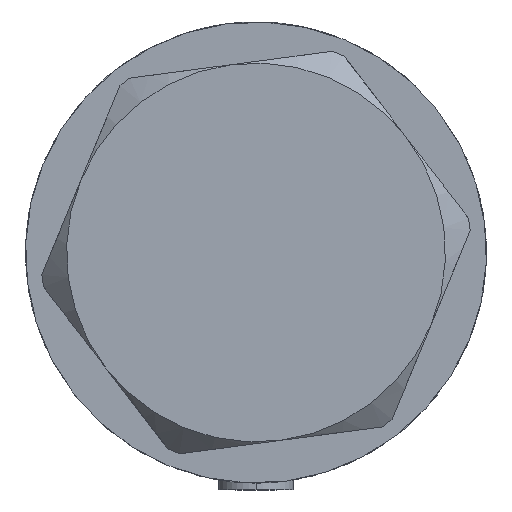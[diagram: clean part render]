
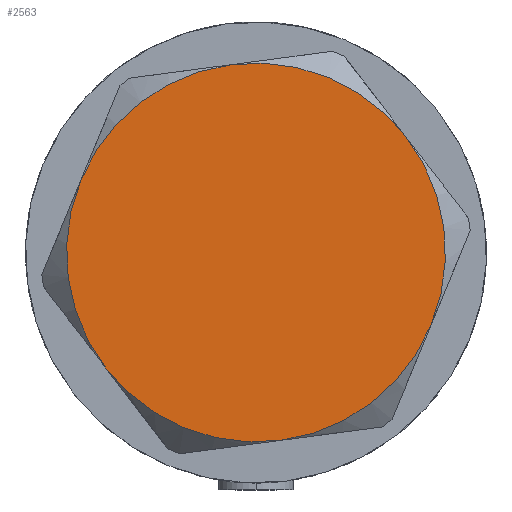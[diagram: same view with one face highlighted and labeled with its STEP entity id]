
A CAD part, left-side view. The second image highlights one B-rep face of the part: STEP entity #2563.
In plain terms, the highlighted face is planar.
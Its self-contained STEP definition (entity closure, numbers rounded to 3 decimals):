
#292 = CARTESIAN_POINT ( 'NONE',  ( 15., -25.981, 14.5 ) ) ;
#591 = CARTESIAN_POINT ( 'NONE',  ( 0., 0., 14.5 ) ) ;
#789 = CARTESIAN_POINT ( 'NONE',  ( 15., 25.981, 14.5 ) ) ;
#874 = EDGE_CURVE ( 'NONE', #1628, #4277, #3734, .T. ) ;
#912 = VERTEX_POINT ( 'NONE', #1908 ) ;
#914 = CARTESIAN_POINT ( 'NONE',  ( 0., 0., 14.5 ) ) ;
#1052 = ORIENTED_EDGE ( 'NONE', *, *, #874, .T. ) ;
#1070 = CIRCLE ( 'NONE', #4152, 30. ) ;
#1083 = CIRCLE ( 'NONE', #1619, 30. ) ;
#1177 = DIRECTION ( 'NONE',  ( 1., 0., 0. ) ) ;
#1233 = CIRCLE ( 'NONE', #2545, 30. ) ;
#1275 = DIRECTION ( 'NONE',  ( 0., 0., 1. ) ) ;
#1295 = FACE_OUTER_BOUND ( 'NONE', #1562, .T. ) ;
#1383 = AXIS2_PLACEMENT_3D ( 'NONE', #3895, #3123, #3196 ) ;
#1491 = DIRECTION ( 'NONE',  ( 0., 0., 1. ) ) ;
#1559 = DIRECTION ( 'NONE',  ( 1., 0., 0. ) ) ;
#1562 = EDGE_LOOP ( 'NONE', ( #4048, #3665, #2707, #1052, #2177, #3525 ) ) ;
#1619 = AXIS2_PLACEMENT_3D ( 'NONE', #591, #2023, #4620 ) ;
#1628 = VERTEX_POINT ( 'NONE', #3471 ) ;
#1763 = EDGE_CURVE ( 'NONE', #2896, #2340, #1070, .T. ) ;
#1799 = DIRECTION ( 'NONE',  ( 1., 0., 0. ) ) ;
#1846 = EDGE_CURVE ( 'NONE', #2340, #1628, #4707, .T. ) ;
#1908 = CARTESIAN_POINT ( 'NONE',  ( -15., -25.981, 14.5 ) ) ;
#1917 = VERTEX_POINT ( 'NONE', #292 ) ;
#1980 = DIRECTION ( 'NONE',  ( 0., 0., 1. ) ) ;
#2023 = DIRECTION ( 'NONE',  ( 0., 0., 1. ) ) ;
#2177 = ORIENTED_EDGE ( 'NONE', *, *, #3292, .T. ) ;
#2339 = PLANE ( 'NONE',  #3851 ) ;
#2340 = VERTEX_POINT ( 'NONE', #789 ) ;
#2545 = AXIS2_PLACEMENT_3D ( 'NONE', #4330, #3687, #1799 ) ;
#2563 = ADVANCED_FACE ( 'NONE', ( #1295 ), #2339, .T. ) ;
#2707 = ORIENTED_EDGE ( 'NONE', *, *, #1846, .T. ) ;
#2896 = VERTEX_POINT ( 'NONE', #4582 ) ;
#2924 = EDGE_CURVE ( 'NONE', #1917, #2896, #1233, .T. ) ;
#3001 = CARTESIAN_POINT ( 'NONE',  ( -30., 0., 14.5 ) ) ;
#3015 = DIRECTION ( 'NONE',  ( 0., 0., 1. ) ) ;
#3123 = DIRECTION ( 'NONE',  ( 0., 0., 1. ) ) ;
#3196 = DIRECTION ( 'NONE',  ( 1., 0., 0. ) ) ;
#3222 = AXIS2_PLACEMENT_3D ( 'NONE', #914, #1275, #4225 ) ;
#3292 = EDGE_CURVE ( 'NONE', #4277, #912, #3463, .T. ) ;
#3434 = DIRECTION ( 'NONE',  ( 1., 0., 0. ) ) ;
#3463 = CIRCLE ( 'NONE', #1383, 30. ) ;
#3471 = CARTESIAN_POINT ( 'NONE',  ( -15., 25.981, 14.5 ) ) ;
#3525 = ORIENTED_EDGE ( 'NONE', *, *, #4672, .T. ) ;
#3665 = ORIENTED_EDGE ( 'NONE', *, *, #1763, .T. ) ;
#3687 = DIRECTION ( 'NONE',  ( 0., 0., 1. ) ) ;
#3734 = CIRCLE ( 'NONE', #4184, 30. ) ;
#3851 = AXIS2_PLACEMENT_3D ( 'NONE', #4279, #3015, #1177 ) ;
#3895 = CARTESIAN_POINT ( 'NONE',  ( 0., 0., 14.5 ) ) ;
#4048 = ORIENTED_EDGE ( 'NONE', *, *, #2924, .T. ) ;
#4152 = AXIS2_PLACEMENT_3D ( 'NONE', #4382, #1491, #1559 ) ;
#4184 = AXIS2_PLACEMENT_3D ( 'NONE', #4534, #1980, #3434 ) ;
#4225 = DIRECTION ( 'NONE',  ( 1., 0., 0. ) ) ;
#4277 = VERTEX_POINT ( 'NONE', #3001 ) ;
#4279 = CARTESIAN_POINT ( 'NONE',  ( 0., 0., 14.5 ) ) ;
#4330 = CARTESIAN_POINT ( 'NONE',  ( 0., 0., 14.5 ) ) ;
#4382 = CARTESIAN_POINT ( 'NONE',  ( 0., 0., 14.5 ) ) ;
#4534 = CARTESIAN_POINT ( 'NONE',  ( 0., 0., 14.5 ) ) ;
#4582 = CARTESIAN_POINT ( 'NONE',  ( 30., 0., 14.5 ) ) ;
#4620 = DIRECTION ( 'NONE',  ( 1., 0., 0. ) ) ;
#4672 = EDGE_CURVE ( 'NONE', #912, #1917, #1083, .T. ) ;
#4707 = CIRCLE ( 'NONE', #3222, 30. ) ;
